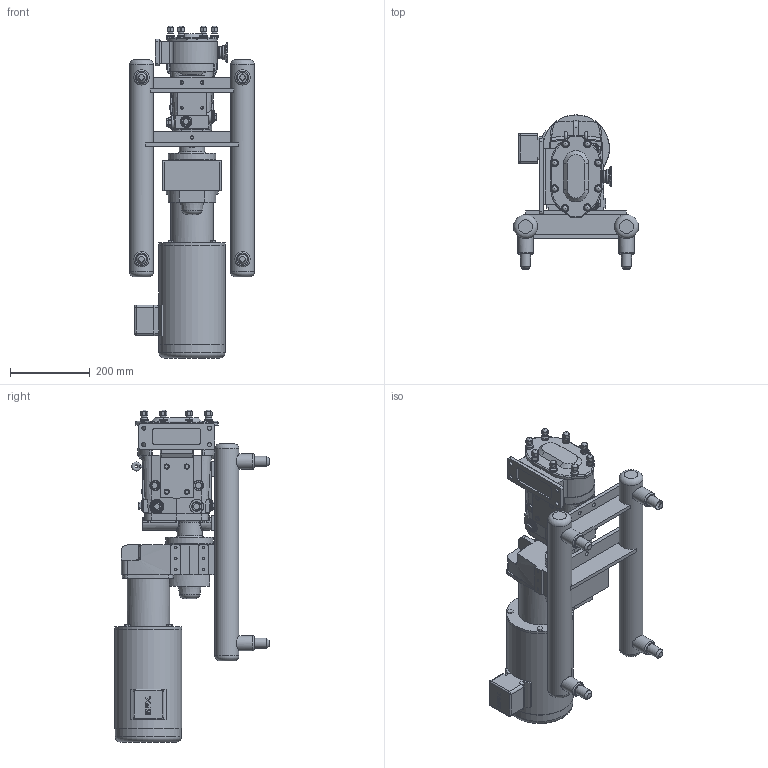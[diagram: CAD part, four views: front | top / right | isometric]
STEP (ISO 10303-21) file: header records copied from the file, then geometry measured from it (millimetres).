
FILE_DESCRIPTION(/* description */ (''),/* implementation_level */ '2;1');
FILE_NAME(/* name */ 'U3_014U3_145TC_(1.53 x 4.77)x1.5_S-Line_2HP_LH_SM.stp',/* time_stamp */ '2021-05-24T19:09:04+06:00',/* author */ ('trtmhr'),/* organization */ (''),/* preprocessor_version */ 'ST-DEVELOPER v18.1',/* originating_system */ 'Autodesk Inventor 2020',/* authorisation */ '');
FILE_SCHEMA (('AUTOMOTIVE_DESIGN { 1 0 10303 214 3 1 1 }'));
Length unit declared in the file: inch
Products named in the file (1): U3_014U3_145TC_(1.53 x 4.77)x1.5_S-Line_2HP_LH_SM
Bounding box: 314.32 x 388.11 x 835.05 mm (x, y, z)
Volume: 19513711.8 mm3; surface area: 992444 mm2
Topology: 5 solids, 5 shells, 1047 faces, 2853 edges, 1891 vertices
Faces by surface type: plane 521, cylinder 331, torus 71, cone 64, bspline 52, sphere 8
Full cylindrical faces by diameter (mm): 6.35 x12, 6.528 x4, 7.62 x2, 7.798 x1, 9.525 x3, 10.312 x4, 14.275 x8, 15.24 x1, 19.05 x8, 23.876 x3, 25.4 x11, 29.21 x2, 29.362 x2, 30.378 x1, 31.75 x3, 35.052 x2, 35.712 x1, 38.1 x5, 50.495 x1, 63.5 x1, 107.01 x1, 119.888 x1, 119.99 x1, 166.116 x1, 167.996 x1, 168.402 x1
Entity records: 35127 total; most frequent: CARTESIAN_POINT 8257, ORIENTED_EDGE 5680, DIRECTION 5633, EDGE_CURVE 2840, AXIS2_PLACEMENT_3D 2119, VERTEX_POINT 1891, LINE 1395, VECTOR 1395
